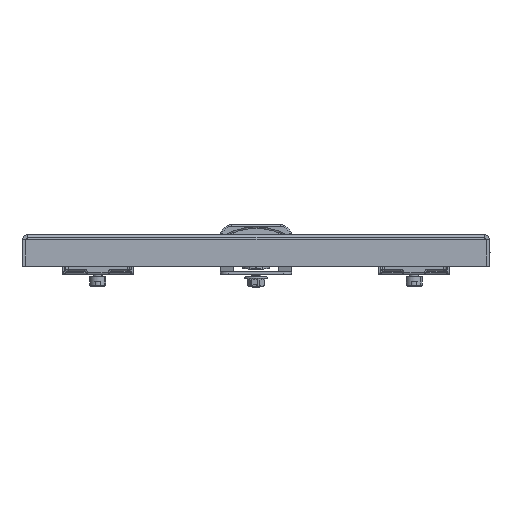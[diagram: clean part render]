
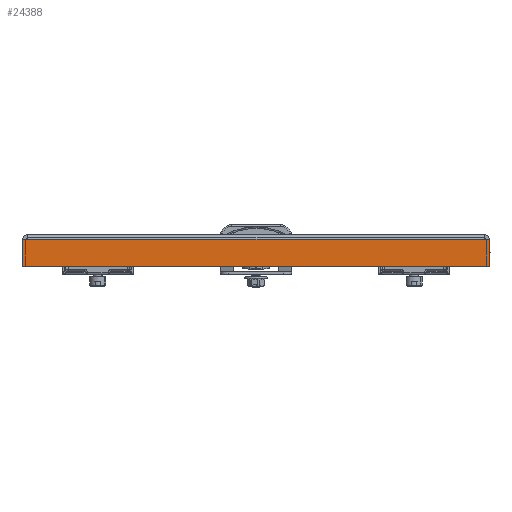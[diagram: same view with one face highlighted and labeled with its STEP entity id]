
A CAD part, left-side view. The second image highlights one B-rep face of the part: STEP entity #24388.
In plain terms, the highlighted planar face has unit normal (-1, 0, 0).
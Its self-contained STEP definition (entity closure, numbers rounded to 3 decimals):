
#2619 = LINE ( 'NONE', #13089, #2630 ) ;
#2625 = LINE ( 'NONE', #13094, #2628 ) ;
#2628 = VECTOR ( 'NONE', #13096, 1000. ) ;
#2630 = VECTOR ( 'NONE', #13097, 1000. ) ;
#2633 = LINE ( 'NONE', #13102, #2636 ) ;
#2636 = VECTOR ( 'NONE', #13104, 1000. ) ;
#2637 = LINE ( 'NONE', #13103, #2644 ) ;
#2641 = LINE ( 'NONE', #13106, #2650 ) ;
#2644 = VECTOR ( 'NONE', #13111, 1000. ) ;
#2650 = VECTOR ( 'NONE', #13116, 1000. ) ;
#2653 = LINE ( 'NONE', #13121, #2656 ) ;
#2656 = VECTOR ( 'NONE', #13123, 1000. ) ;
#9743 = CARTESIAN_POINT ( 'NONE',  ( -397., 0., 0. ) ) ;
#9757 = PLANE ( 'NONE',  #25117 ) ;
#9761 = DIRECTION ( 'NONE',  ( 1., 0., 0. ) ) ;
#9762 = DIRECTION ( 'NONE',  ( 0., 0., -1. ) ) ;
#13089 = CARTESIAN_POINT ( 'NONE',  ( -397., -147.5, -3. ) ) ;
#13094 = CARTESIAN_POINT ( 'NONE',  ( -397., -147.5, -3. ) ) ;
#13096 = DIRECTION ( 'NONE',  ( 0., -1., 0. ) ) ;
#13097 = DIRECTION ( 'NONE',  ( 0., -1., 0. ) ) ;
#13102 = CARTESIAN_POINT ( 'NONE',  ( -397., 147.5, 0. ) ) ;
#13103 = CARTESIAN_POINT ( 'NONE',  ( -397., -147.5, 0. ) ) ;
#13104 = DIRECTION ( 'NONE',  ( 0., 0., -1. ) ) ;
#13106 = CARTESIAN_POINT ( 'NONE',  ( -397., 0., -20. ) ) ;
#13111 = DIRECTION ( 'NONE',  ( 0., 0., 1. ) ) ;
#13116 = DIRECTION ( 'NONE',  ( 0., -1., 0. ) ) ;
#13121 = CARTESIAN_POINT ( 'NONE',  ( -397., -147.5, -3. ) ) ;
#13123 = DIRECTION ( 'NONE',  ( 0., -1., 0. ) ) ;
#23085 = EDGE_CURVE ( 'NONE', #27321, #27326, #2625, .T. ) ;
#23086 = EDGE_CURVE ( 'NONE', #27323, #27316, #2619, .T. ) ;
#23089 = EDGE_CURVE ( 'NONE', #27321, #27318, #2633, .T. ) ;
#23093 = EDGE_CURVE ( 'NONE', #27322, #27316, #2637, .T. ) ;
#23096 = EDGE_CURVE ( 'NONE', #27318, #27322, #2641, .T. ) ;
#23099 = EDGE_CURVE ( 'NONE', #27326, #27323, #2653, .T. ) ;
#24388 = ADVANCED_FACE ( 'NONE', ( #28526 ), #9757, .F. ) ;
#25117 = AXIS2_PLACEMENT_3D ( 'NONE', #9743, #9761, #9762 ) ;
#26521 = CARTESIAN_POINT ( 'NONE',  ( -397., -147.5, -3. ) ) ;
#26523 = CARTESIAN_POINT ( 'NONE',  ( -397., 147.5, -20. ) ) ;
#26526 = CARTESIAN_POINT ( 'NONE',  ( -397., 147.5, -3. ) ) ;
#26527 = CARTESIAN_POINT ( 'NONE',  ( -397., -147.5, -20. ) ) ;
#26528 = CARTESIAN_POINT ( 'NONE',  ( -397., -144.5, -3. ) ) ;
#26531 = CARTESIAN_POINT ( 'NONE',  ( -397., 144.5, -3. ) ) ;
#27316 = VERTEX_POINT ( 'NONE', #26521 ) ;
#27318 = VERTEX_POINT ( 'NONE', #26523 ) ;
#27321 = VERTEX_POINT ( 'NONE', #26526 ) ;
#27322 = VERTEX_POINT ( 'NONE', #26527 ) ;
#27323 = VERTEX_POINT ( 'NONE', #26528 ) ;
#27326 = VERTEX_POINT ( 'NONE', #26531 ) ;
#27395 = ORIENTED_EDGE ( 'NONE', *, *, #23099, .F. ) ;
#27396 = ORIENTED_EDGE ( 'NONE', *, *, #23086, .F. ) ;
#27397 = ORIENTED_EDGE ( 'NONE', *, *, #23093, .T. ) ;
#27398 = ORIENTED_EDGE ( 'NONE', *, *, #23096, .T. ) ;
#27399 = ORIENTED_EDGE ( 'NONE', *, *, #23089, .T. ) ;
#27400 = ORIENTED_EDGE ( 'NONE', *, *, #23085, .F. ) ;
#28526 = FACE_OUTER_BOUND ( 'NONE', #29618, .T. ) ;
#29618 = EDGE_LOOP ( 'NONE', ( #27400, #27399, #27398, #27397, #27396, #27395 ) ) ;
